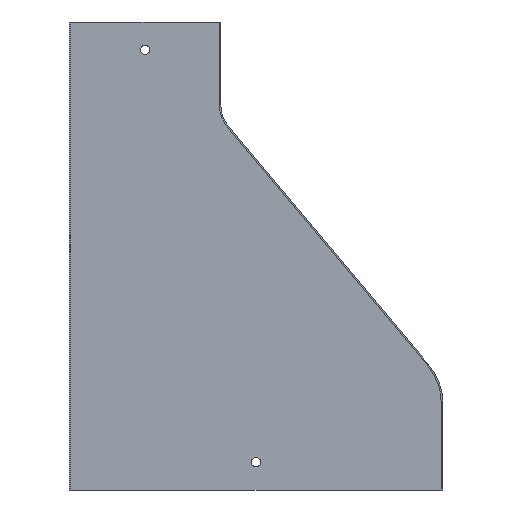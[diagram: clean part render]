
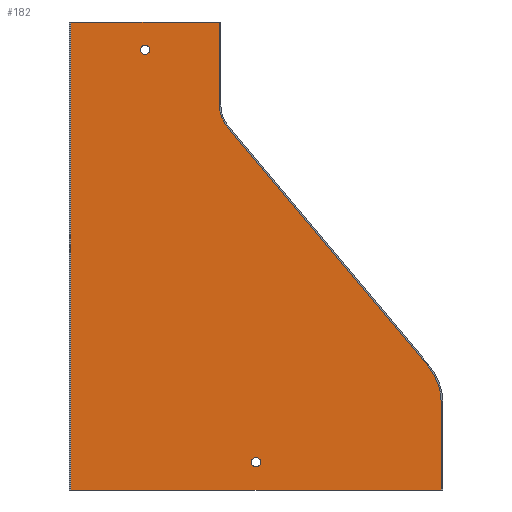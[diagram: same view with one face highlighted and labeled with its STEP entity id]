
A CAD part, front view. The second image highlights one B-rep face of the part: STEP entity #182.
In plain terms, the highlighted planar face has unit normal (0, -1, 0).
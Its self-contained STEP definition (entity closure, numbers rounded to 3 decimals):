
#7 = AXIS2_PLACEMENT_3D ( 'NONE', #650, #649, #648 ) ;
#8 = AXIS2_PLACEMENT_3D ( 'NONE', #546, #545, #544 ) ;
#23 = AXIS2_PLACEMENT_3D ( 'NONE', #681, #680, #687 ) ;
#36 = AXIS2_PLACEMENT_3D ( 'NONE', #543, #693, #539 ) ;
#41 = CIRCLE ( 'NONE', #23, 2.5 ) ;
#62 = CIRCLE ( 'NONE', #7, 31.2 ) ;
#63 = VECTOR ( 'NONE', #672, 1000. ) ;
#65 = LINE ( 'NONE', #664, #140 ) ;
#101 = VERTEX_POINT ( 'NONE', #614 ) ;
#103 = VERTEX_POINT ( 'NONE', #618 ) ;
#124 = CIRCLE ( 'NONE', #36, 2.5 ) ;
#140 = VECTOR ( 'NONE', #663, 1000. ) ;
#145 = VECTOR ( 'NONE', #653, 1000. ) ;
#147 = VECTOR ( 'NONE', #647, 1000. ) ;
#148 = LINE ( 'NONE', #645, #145 ) ;
#149 = LINE ( 'NONE', #682, #63 ) ;
#155 = LINE ( 'NONE', #683, #164 ) ;
#162 = LINE ( 'NONE', #659, #163 ) ;
#163 = VECTOR ( 'NONE', #685, 1000. ) ;
#164 = VECTOR ( 'NONE', #662, 1000. ) ;
#165 = CIRCLE ( 'NONE', #8, 18.8 ) ;
#173 = LINE ( 'NONE', #651, #147 ) ;
#182 = ADVANCED_FACE ( 'NONE', ( #354, #515, #350 ), #232, .F. ) ;
#223 = DIRECTION ( 'NONE',  ( 0., 1., 0. ) ) ;
#231 = CARTESIAN_POINT ( 'NONE',  ( 100., 0., -44.808 ) ) ;
#232 = PLANE ( 'NONE',  #286 ) ;
#234 = DIRECTION ( 'NONE',  ( 0., 0., 1. ) ) ;
#286 = AXIS2_PLACEMENT_3D ( 'NONE', #231, #223, #234 ) ;
#310 = EDGE_CURVE ( 'NONE', #101, #101, #41, .T. ) ;
#311 = EDGE_CURVE ( 'NONE', #383, #385, #162, .T. ) ;
#312 = EDGE_CURVE ( 'NONE', #383, #386, #155, .T. ) ;
#313 = EDGE_CURVE ( 'NONE', #386, #392, #165, .T. ) ;
#314 = EDGE_CURVE ( 'NONE', #392, #384, #149, .T. ) ;
#315 = EDGE_CURVE ( 'NONE', #384, #390, #62, .T. ) ;
#316 = EDGE_CURVE ( 'NONE', #390, #393, #173, .T. ) ;
#317 = EDGE_CURVE ( 'NONE', #394, #393, #148, .T. ) ;
#320 = EDGE_CURVE ( 'NONE', #394, #385, #65, .T. ) ;
#333 = EDGE_CURVE ( 'NONE', #103, #103, #124, .T. ) ;
#350 = FACE_BOUND ( 'NONE', #450, .T. ) ;
#354 = FACE_BOUND ( 'NONE', #449, .T. ) ;
#383 = VERTEX_POINT ( 'NONE', #601 ) ;
#384 = VERTEX_POINT ( 'NONE', #599 ) ;
#385 = VERTEX_POINT ( 'NONE', #598 ) ;
#386 = VERTEX_POINT ( 'NONE', #607 ) ;
#390 = VERTEX_POINT ( 'NONE', #608 ) ;
#392 = VERTEX_POINT ( 'NONE', #609 ) ;
#393 = VERTEX_POINT ( 'NONE', #616 ) ;
#394 = VERTEX_POINT ( 'NONE', #617 ) ;
#398 = ORIENTED_EDGE ( 'NONE', *, *, #320, .F. ) ;
#399 = ORIENTED_EDGE ( 'NONE', *, *, #333, .F. ) ;
#400 = ORIENTED_EDGE ( 'NONE', *, *, #316, .F. ) ;
#401 = ORIENTED_EDGE ( 'NONE', *, *, #317, .T. ) ;
#402 = ORIENTED_EDGE ( 'NONE', *, *, #310, .F. ) ;
#403 = ORIENTED_EDGE ( 'NONE', *, *, #311, .T. ) ;
#428 = ORIENTED_EDGE ( 'NONE', *, *, #312, .F. ) ;
#429 = ORIENTED_EDGE ( 'NONE', *, *, #315, .F. ) ;
#434 = ORIENTED_EDGE ( 'NONE', *, *, #313, .F. ) ;
#435 = ORIENTED_EDGE ( 'NONE', *, *, #314, .F. ) ;
#449 = EDGE_LOOP ( 'NONE', ( #399 ) ) ;
#450 = EDGE_LOOP ( 'NONE', ( #402 ) ) ;
#451 = EDGE_LOOP ( 'NONE', ( #398, #401, #400, #429, #435, #434, #428, #403 ) ) ;
#515 = FACE_OUTER_BOUND ( 'NONE', #451, .T. ) ;
#539 = DIRECTION ( 'NONE',  ( 0., 0., 1. ) ) ;
#543 = CARTESIAN_POINT ( 'NONE',  ( 41., 0., -15. ) ) ;
#544 = DIRECTION ( 'NONE',  ( 0., 0., 1. ) ) ;
#545 = DIRECTION ( 'NONE',  ( 0., -1., 0. ) ) ;
#546 = CARTESIAN_POINT ( 'NONE',  ( 100., 0., -44.808 ) ) ;
#598 = CARTESIAN_POINT ( 'NONE',  ( 0.8, 0., 0. ) ) ;
#599 = CARTESIAN_POINT ( 'NONE',  ( 193.9, 0., -185.952 ) ) ;
#601 = CARTESIAN_POINT ( 'NONE',  ( 81.2, 0., 0. ) ) ;
#607 = CARTESIAN_POINT ( 'NONE',  ( 81.2, 0., -44.808 ) ) ;
#608 = CARTESIAN_POINT ( 'NONE',  ( 201.2, 0., -206.008 ) ) ;
#609 = CARTESIAN_POINT ( 'NONE',  ( 85.599, 0., -56.893 ) ) ;
#614 = CARTESIAN_POINT ( 'NONE',  ( 101., 0., -235.5 ) ) ;
#616 = CARTESIAN_POINT ( 'NONE',  ( 201.2, 0., -253. ) ) ;
#617 = CARTESIAN_POINT ( 'NONE',  ( 0.8, 0., -253. ) ) ;
#618 = CARTESIAN_POINT ( 'NONE',  ( 41., 0., -12.5 ) ) ;
#645 = CARTESIAN_POINT ( 'NONE',  ( 202., 0., -253. ) ) ;
#647 = DIRECTION ( 'NONE',  ( 0., 0., -1. ) ) ;
#648 = DIRECTION ( 'NONE',  ( 0., 0., 1. ) ) ;
#649 = DIRECTION ( 'NONE',  ( 0., 1., 0. ) ) ;
#650 = CARTESIAN_POINT ( 'NONE',  ( 170., 0., -206.008 ) ) ;
#651 = CARTESIAN_POINT ( 'NONE',  ( 201.2, 0., -44.808 ) ) ;
#653 = DIRECTION ( 'NONE',  ( 1., 0., 0. ) ) ;
#659 = CARTESIAN_POINT ( 'NONE',  ( 82., 0., 0. ) ) ;
#662 = DIRECTION ( 'NONE',  ( 0., 0., -1. ) ) ;
#663 = DIRECTION ( 'NONE',  ( 0., 0., 1. ) ) ;
#664 = CARTESIAN_POINT ( 'NONE',  ( 0.8, 0., -44.808 ) ) ;
#672 = DIRECTION ( 'NONE',  ( 0.643, 0., -0.766 ) ) ;
#680 = DIRECTION ( 'NONE',  ( 0., -1., 0. ) ) ;
#681 = CARTESIAN_POINT ( 'NONE',  ( 101., 0., -238. ) ) ;
#682 = CARTESIAN_POINT ( 'NONE',  ( 85.599, 0., -56.893 ) ) ;
#683 = CARTESIAN_POINT ( 'NONE',  ( 81.2, 0., -44.808 ) ) ;
#685 = DIRECTION ( 'NONE',  ( -1., 0., 0. ) ) ;
#687 = DIRECTION ( 'NONE',  ( 0., 0., 1. ) ) ;
#693 = DIRECTION ( 'NONE',  ( 0., -1., 0. ) ) ;
